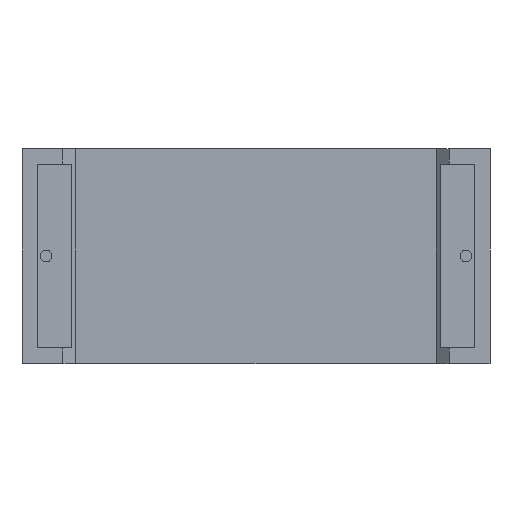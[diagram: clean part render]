
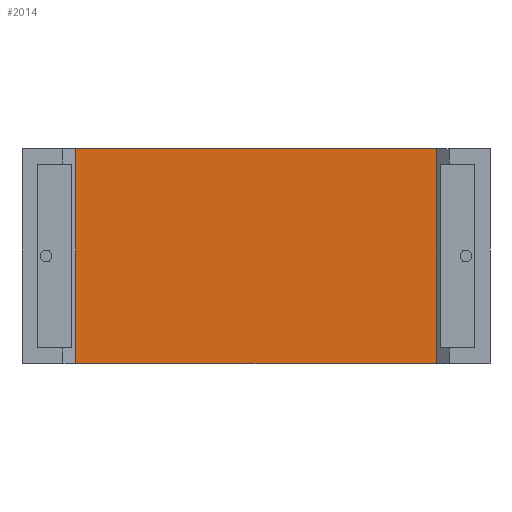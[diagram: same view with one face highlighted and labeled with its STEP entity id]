
A CAD part, front view. The second image highlights one B-rep face of the part: STEP entity #2014.
In plain terms, the highlighted planar face has unit normal (0, -1, 0).
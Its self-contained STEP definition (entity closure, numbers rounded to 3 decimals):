
#123 = ORIENTED_EDGE ( 'NONE', *, *, #1856, .T. ) ;
#179 = VECTOR ( 'NONE', #1495, 1000. ) ;
#351 = DIRECTION ( 'NONE',  ( -1., 0., 0. ) ) ;
#407 = LINE ( 'NONE', #1782, #2528 ) ;
#445 = EDGE_CURVE ( 'NONE', #902, #1050, #1941, .T. ) ;
#509 = LINE ( 'NONE', #2191, #2073 ) ;
#606 = DIRECTION ( 'NONE',  ( -1., 0., 0. ) ) ;
#815 = VECTOR ( 'NONE', #1268, 1000. ) ;
#823 = CARTESIAN_POINT ( 'NONE',  ( 4.811, 1.107, 19.2 ) ) ;
#902 = VERTEX_POINT ( 'NONE', #1714 ) ;
#1050 = VERTEX_POINT ( 'NONE', #823 ) ;
#1123 = CARTESIAN_POINT ( 'NONE',  ( 36.989, 1.107, 0. ) ) ;
#1234 = VERTEX_POINT ( 'NONE', #1123 ) ;
#1268 = DIRECTION ( 'NONE',  ( 0., 0., 1. ) ) ;
#1299 = DIRECTION ( 'NONE',  ( -1., 0., 0. ) ) ;
#1309 = DIRECTION ( 'NONE',  ( 0., 1., 0. ) ) ;
#1392 = LINE ( 'NONE', #2583, #815 ) ;
#1448 = AXIS2_PLACEMENT_3D ( 'NONE', #2450, #1309, #351 ) ;
#1495 = DIRECTION ( 'NONE',  ( 0., 0., 1. ) ) ;
#1714 = CARTESIAN_POINT ( 'NONE',  ( 4.811, 1.107, 0. ) ) ;
#1782 = CARTESIAN_POINT ( 'NONE',  ( 20.9, 1.107, 19.2 ) ) ;
#1856 = EDGE_CURVE ( 'NONE', #2325, #1050, #407, .T. ) ;
#1941 = LINE ( 'NONE', #2663, #179 ) ;
#1982 = EDGE_CURVE ( 'NONE', #1234, #902, #509, .T. ) ;
#2014 = ADVANCED_FACE ( 'NONE', ( #2203 ), #2915, .F. ) ;
#2073 = VECTOR ( 'NONE', #606, 1000. ) ;
#2134 = ORIENTED_EDGE ( 'NONE', *, *, #1982, .F. ) ;
#2172 = CARTESIAN_POINT ( 'NONE',  ( 36.989, 1.107, 19.2 ) ) ;
#2186 = EDGE_LOOP ( 'NONE', ( #123, #2991, #2134, #2850 ) ) ;
#2191 = CARTESIAN_POINT ( 'NONE',  ( 20.9, 1.107, 0. ) ) ;
#2203 = FACE_OUTER_BOUND ( 'NONE', #2186, .T. ) ;
#2325 = VERTEX_POINT ( 'NONE', #2172 ) ;
#2450 = CARTESIAN_POINT ( 'NONE',  ( 20.9, 1.107, 0. ) ) ;
#2528 = VECTOR ( 'NONE', #1299, 1000. ) ;
#2583 = CARTESIAN_POINT ( 'NONE',  ( 36.989, 1.107, 0. ) ) ;
#2596 = EDGE_CURVE ( 'NONE', #1234, #2325, #1392, .T. ) ;
#2663 = CARTESIAN_POINT ( 'NONE',  ( 4.811, 1.107, 0. ) ) ;
#2850 = ORIENTED_EDGE ( 'NONE', *, *, #2596, .T. ) ;
#2915 = PLANE ( 'NONE',  #1448 ) ;
#2991 = ORIENTED_EDGE ( 'NONE', *, *, #445, .F. ) ;
